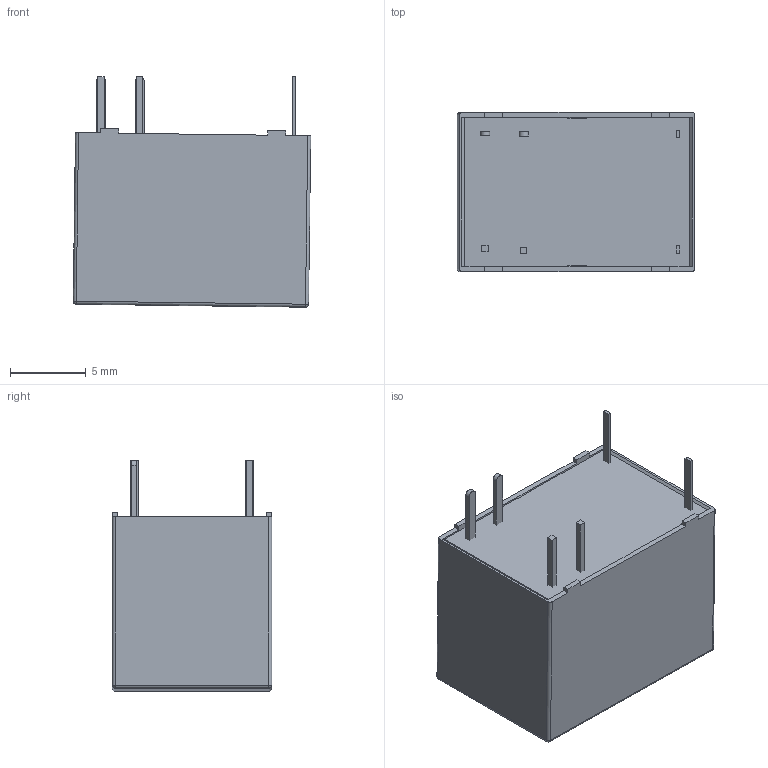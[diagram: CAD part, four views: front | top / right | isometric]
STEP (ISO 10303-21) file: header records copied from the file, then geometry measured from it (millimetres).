
FILE_DESCRIPTION (( 'STEP AP203' ), '1' );
FILE_NAME ('4100F.STP', '2014-08-28T08:35:21', ( '' ), ( '' ), 'SwSTEP 2.0', 'SolidWorks 2010', '' );
FILE_SCHEMA (( 'CONFIG_CONTROL_DESIGN' ));
Length unit declared in the file: millimetre
Products named in the file (5): 4100F; ｿﾇ_2; 錨璃竘盄褐_2; 錨璃銅え褐_2; 奻諉揖え褐_2
Assembly tree (7 placements, depth 2):
  4100F
    ｿﾇ_2
    奻諉揖え褐_2  x2
    錨璃銅え褐_2  x2
    錨璃竘盄褐_2  x2
Bounding box: 15.64 x 10.5 x 15.18 mm (x, y, z)
Volume: 573 mm3; surface area: 1683.8 mm2
Topology: 7 solids, 8 shells, 122 faces, 296 edges, 188 vertices
Faces by surface type: plane 98, cylinder 20, bspline 4
Entity records: 3696 total; most frequent: CARTESIAN_POINT 625, ORIENTED_EDGE 512, DIRECTION 505, EDGE_CURVE 256, LINE 217, VECTOR 217, VERTEX_POINT 164, AXIS2_PLACEMENT_3D 144
